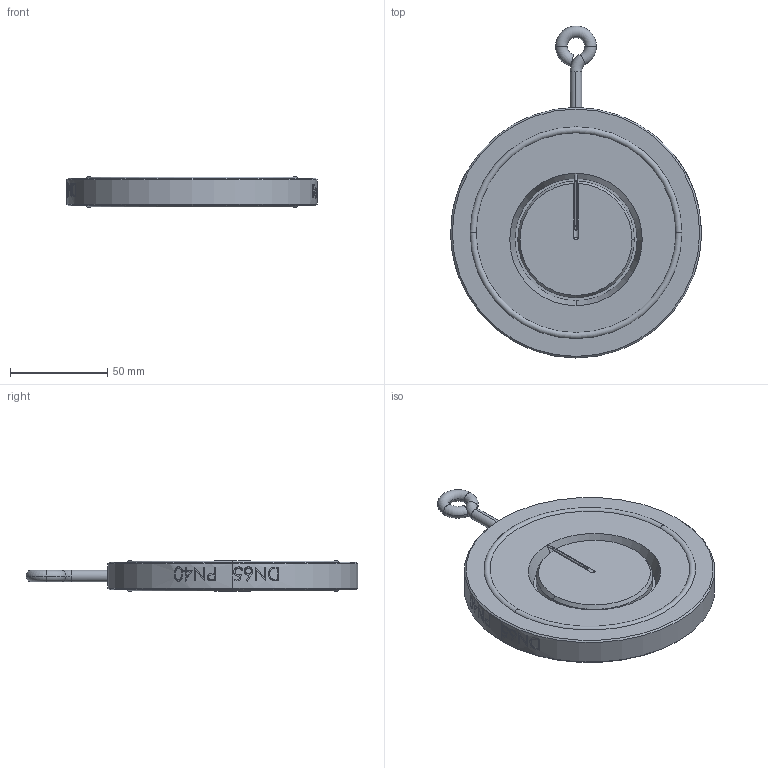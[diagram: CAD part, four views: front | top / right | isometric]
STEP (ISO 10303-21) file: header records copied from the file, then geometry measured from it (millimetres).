
FILE_DESCRIPTION (( 'STEP AP214' ), '1' );
FILE_NAME ('RK100-Rückschlagklappe-Federrücksstellung-DN65-PN40-Fergo.STEP', '2022-11-17T08:52:10', ( '' ), ( '' ), 'SwSTEP 2.0', 'SolidWorks 2022', '' );
FILE_SCHEMA (( 'AUTOMOTIVE_DESIGN' ));
Length unit declared in the file: millimetre
Products named in the file (1): RK100-Rückschlagklappe-Federrücksstellung-DN65-PN40-Fergo
Bounding box: 129 x 171 x 15.79 mm (x, y, z)
Volume: 168429.7 mm3; surface area: 39257.2 mm2
Topology: 1 solids, 2 shells, 97 faces, 358 edges, 299 vertices
Faces by surface type: cylinder 50, torus 24, plane 12, cone 10, sphere 1
Entity records: 8402 total; most frequent: CARTESIAN_POINT 5284, ORIENTED_EDGE 716, DIRECTION 567, EDGE_CURVE 358, VERTEX_POINT 299, AXIS2_PLACEMENT_3D 247, CIRCLE 149, B_SPLINE_CURVE_WITH_KNOTS 136
